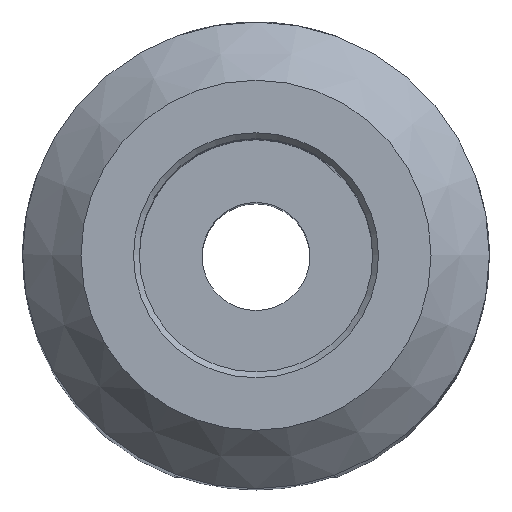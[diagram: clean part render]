
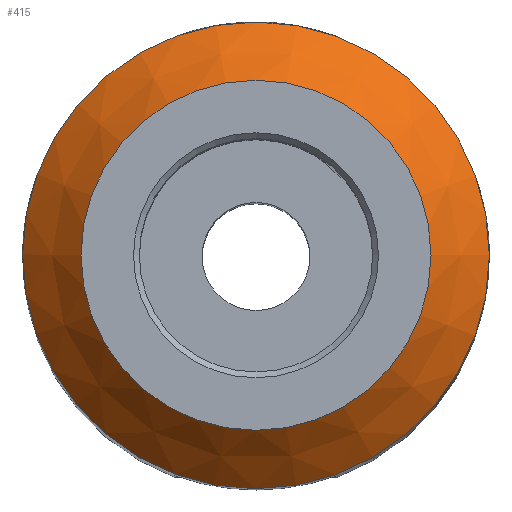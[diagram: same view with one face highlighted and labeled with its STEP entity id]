
A CAD part, top view. The second image highlights one B-rep face of the part: STEP entity #415.
In plain terms, the highlighted conical face has half-angle 45 degrees and reference radius 6 mm.
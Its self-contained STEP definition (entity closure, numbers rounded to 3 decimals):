
#44 = DIRECTION ( 'NONE',  ( -1., 0., 0. ) ) ;
#125 = VERTEX_POINT ( 'NONE', #405 ) ;
#148 = VERTEX_POINT ( 'NONE', #308 ) ;
#155 = CIRCLE ( 'NONE', #789, 6. ) ;
#215 = EDGE_CURVE ( 'NONE', #125, #125, #261, .T. ) ;
#261 = CIRCLE ( 'NONE', #406, 8. ) ;
#302 = AXIS2_PLACEMENT_3D ( 'NONE', #369, #896, #44 ) ;
#308 = CARTESIAN_POINT ( 'NONE',  ( 6., 0., 65. ) ) ;
#338 = EDGE_CURVE ( 'NONE', #148, #148, #155, .T. ) ;
#369 = CARTESIAN_POINT ( 'NONE',  ( 0., 0., 65. ) ) ;
#372 = DIRECTION ( 'NONE',  ( 1., 0., 0. ) ) ;
#385 = DIRECTION ( 'NONE',  ( 1., 0., 0. ) ) ;
#405 = CARTESIAN_POINT ( 'NONE',  ( 8., 0., 63. ) ) ;
#406 = AXIS2_PLACEMENT_3D ( 'NONE', #537, #1079, #372 ) ;
#415 = ADVANCED_FACE ( 'NONE', ( #614, #448 ), #743, .T. ) ;
#448 = FACE_BOUND ( 'NONE', #730, .T. ) ;
#537 = CARTESIAN_POINT ( 'NONE',  ( 0., 0., 63. ) ) ;
#538 = ORIENTED_EDGE ( 'NONE', *, *, #215, .F. ) ;
#614 = FACE_OUTER_BOUND ( 'NONE', #1047, .T. ) ;
#730 = EDGE_LOOP ( 'NONE', ( #1052 ) ) ;
#743 = CONICAL_SURFACE ( 'NONE', #302, 6., 0.785 ) ;
#789 = AXIS2_PLACEMENT_3D ( 'NONE', #990, #881, #385 ) ;
#881 = DIRECTION ( 'NONE',  ( 0., 0., 1. ) ) ;
#896 = DIRECTION ( 'NONE',  ( 0., 0., -1. ) ) ;
#990 = CARTESIAN_POINT ( 'NONE',  ( 0., 0., 65. ) ) ;
#1047 = EDGE_LOOP ( 'NONE', ( #538 ) ) ;
#1052 = ORIENTED_EDGE ( 'NONE', *, *, #338, .F. ) ;
#1079 = DIRECTION ( 'NONE',  ( 0., 0., -1. ) ) ;
